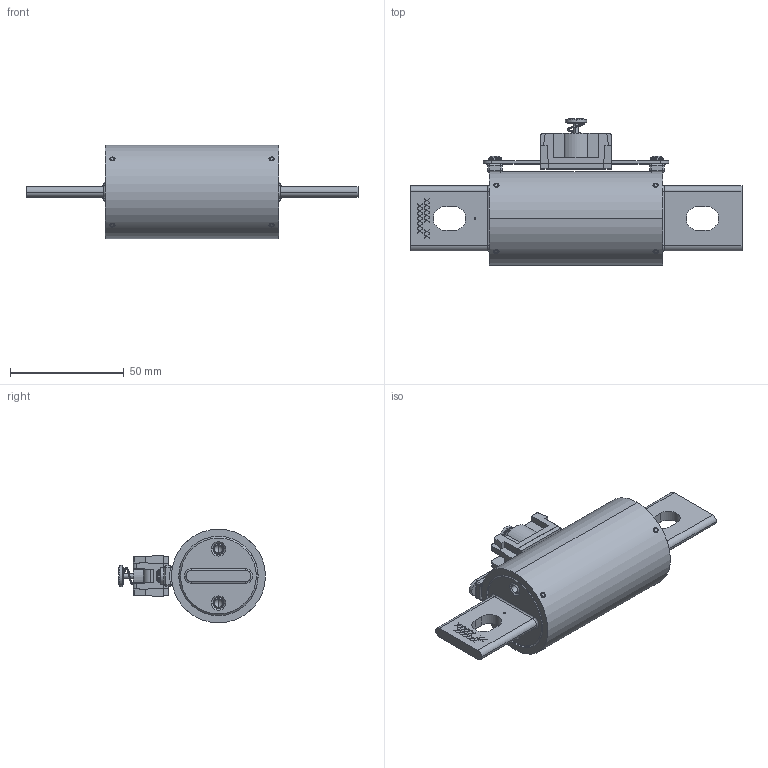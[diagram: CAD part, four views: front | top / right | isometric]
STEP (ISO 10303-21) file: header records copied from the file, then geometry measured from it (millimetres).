
FILE_DESCRIPTION (( 'STEP AP214' ), '1' );
FILE_NAME ('701865.STEP', '2023-04-14T20:38:11', ( '' ), ( '' ), 'SwSTEP 2.0', 'SolidWorks 2021', '' );
FILE_SCHEMA (( 'AUTOMOTIVE_DESIGN' ));
Length unit declared in the file: inch
Products named in the file (18): 9399_9399; 102173^340020; 310015_90272A112; 330062^340020; 104265; 102061; 102089_L4; 250404_-001; 250404_STAMPING; 102062_102062; 102060; 280253^340020; 102172^340020; 11322; 340020_BLOWN; 120120_nbpt_-101; 701865; 23600_23600_
Assembly tree (30 placements, depth 3):
  701865
    11322
    250404_STAMPING
    250404_-001
    9399_9399  x4
    23600_23600_  x8
    104265  x2
    340020_BLOWN
      102060
      120120_nbpt_-101  x2
      102089_L4
      102062_102062
      330062^340020
      102061
      280253^340020
      102172^340020
      102173^340020
    310015_90272A112  x2
Bounding box: 146.05 x 64.55 x 41.27 mm (x, y, z)
Volume: 55106.8 mm3; surface area: 38915.3 mm2
Topology: 32 solids, 34 shells, 2108 faces, 5702 edges, 3669 vertices
Faces by surface type: cylinder 820, plane 727, sphere 196, bspline 177, cone 150, torus 38
Entity records: 47044 total; most frequent: CARTESIAN_POINT 16818, ORIENTED_EDGE 5892, DIRECTION 4987, EDGE_CURVE 2948, VERTEX_POINT 1915, VECTOR 1689, LINE 1689, AXIS2_PLACEMENT_3D 1649
